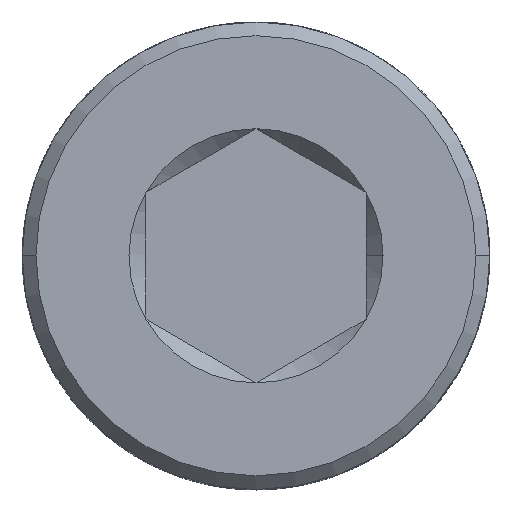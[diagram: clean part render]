
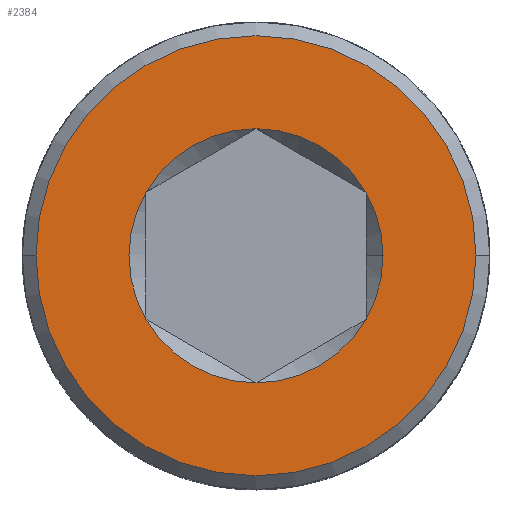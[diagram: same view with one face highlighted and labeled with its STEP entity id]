
A CAD part, top view. The second image highlights one B-rep face of the part: STEP entity #2384.
In plain terms, the highlighted planar face has unit normal (0, 0, 1).
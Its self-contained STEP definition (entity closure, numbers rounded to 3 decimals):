
#274 = CIRCLE ( 'NONE', #6363, 2.309 ) ;
#356 = DIRECTION ( 'NONE',  ( 1., 0., 0. ) ) ;
#610 = DIRECTION ( 'NONE',  ( 0., 0., -1. ) ) ;
#809 = CARTESIAN_POINT ( 'NONE',  ( 0., 2.309, 7.5 ) ) ;
#1021 = ORIENTED_EDGE ( 'NONE', *, *, #7758, .F. ) ;
#1037 = AXIS2_PLACEMENT_3D ( 'NONE', #5914, #610, #10469 ) ;
#1093 = ORIENTED_EDGE ( 'NONE', *, *, #1603, .F. ) ;
#1227 = DIRECTION ( 'NONE',  ( 1., 0., 0. ) ) ;
#1461 = AXIS2_PLACEMENT_3D ( 'NONE', #6629, #10150, #10066 ) ;
#1478 = CIRCLE ( 'NONE', #1974, 4. ) ;
#1562 = CIRCLE ( 'NONE', #1461, 2.309 ) ;
#1572 = DIRECTION ( 'NONE',  ( 0., 0., -1. ) ) ;
#1589 = CARTESIAN_POINT ( 'NONE',  ( -2., -1.155, 7.5 ) ) ;
#1603 = EDGE_CURVE ( 'NONE', #11212, #9998, #10289, .T. ) ;
#1974 = AXIS2_PLACEMENT_3D ( 'NONE', #5983, #1572, #9418 ) ;
#2255 = VERTEX_POINT ( 'NONE', #5191 ) ;
#2351 = VERTEX_POINT ( 'NONE', #7274 ) ;
#2384 = ADVANCED_FACE ( 'NONE', ( #10991, #4477 ), #10765, .T. ) ;
#2655 = CARTESIAN_POINT ( 'NONE',  ( 0., 0., 7.5 ) ) ;
#2861 = CIRCLE ( 'NONE', #7398, 2.309 ) ;
#3098 = DIRECTION ( 'NONE',  ( 0., 0., 1. ) ) ;
#3331 = DIRECTION ( 'NONE',  ( 0., 0., 1. ) ) ;
#3478 = DIRECTION ( 'NONE',  ( 0., 0., 1. ) ) ;
#3632 = CIRCLE ( 'NONE', #6936, 2.309 ) ;
#3724 = DIRECTION ( 'NONE',  ( 0., 0., 1. ) ) ;
#3959 = DIRECTION ( 'NONE',  ( 0., 0., 1. ) ) ;
#4176 = AXIS2_PLACEMENT_3D ( 'NONE', #9936, #3724, #5493 ) ;
#4385 = DIRECTION ( 'NONE',  ( 0., 0., 1. ) ) ;
#4459 = CARTESIAN_POINT ( 'NONE',  ( -4., 0., 7.5 ) ) ;
#4477 = FACE_OUTER_BOUND ( 'NONE', #6513, .T. ) ;
#4571 = CIRCLE ( 'NONE', #1037, 4. ) ;
#4593 = CARTESIAN_POINT ( 'NONE',  ( 2., -1.155, 7.5 ) ) ;
#4747 = ORIENTED_EDGE ( 'NONE', *, *, #8596, .F. ) ;
#4760 = CARTESIAN_POINT ( 'NONE',  ( 0., 0., 7.5 ) ) ;
#5021 = AXIS2_PLACEMENT_3D ( 'NONE', #5772, #3959, #356 ) ;
#5191 = CARTESIAN_POINT ( 'NONE',  ( -2., 1.155, 7.5 ) ) ;
#5235 = DIRECTION ( 'NONE',  ( 1., 0., 0. ) ) ;
#5236 = VERTEX_POINT ( 'NONE', #809 ) ;
#5251 = ORIENTED_EDGE ( 'NONE', *, *, #8917, .F. ) ;
#5274 = VERTEX_POINT ( 'NONE', #4459 ) ;
#5493 = DIRECTION ( 'NONE',  ( 1., 0., 0. ) ) ;
#5772 = CARTESIAN_POINT ( 'NONE',  ( 0., 0., 7.5 ) ) ;
#5895 = EDGE_CURVE ( 'NONE', #2255, #11212, #6533, .T. ) ;
#5914 = CARTESIAN_POINT ( 'NONE',  ( 0., 0., 7.5 ) ) ;
#5967 = AXIS2_PLACEMENT_3D ( 'NONE', #2655, #10486, #5235 ) ;
#5983 = CARTESIAN_POINT ( 'NONE',  ( 0., 0., 7.5 ) ) ;
#6066 = CIRCLE ( 'NONE', #5967, 2.309 ) ;
#6081 = ORIENTED_EDGE ( 'NONE', *, *, #11424, .F. ) ;
#6096 = ORIENTED_EDGE ( 'NONE', *, *, #5895, .F. ) ;
#6363 = AXIS2_PLACEMENT_3D ( 'NONE', #8632, #3331, #10197 ) ;
#6513 = EDGE_LOOP ( 'NONE', ( #8188, #4747 ) ) ;
#6533 = CIRCLE ( 'NONE', #10331, 2.309 ) ;
#6629 = CARTESIAN_POINT ( 'NONE',  ( 0., 0., 7.5 ) ) ;
#6777 = CARTESIAN_POINT ( 'NONE',  ( 2., 1.155, 7.5 ) ) ;
#6898 = ORIENTED_EDGE ( 'NONE', *, *, #9627, .F. ) ;
#6936 = AXIS2_PLACEMENT_3D ( 'NONE', #8644, #4385, #10449 ) ;
#7218 = VERTEX_POINT ( 'NONE', #7613 ) ;
#7253 = ORIENTED_EDGE ( 'NONE', *, *, #9441, .F. ) ;
#7274 = CARTESIAN_POINT ( 'NONE',  ( 4., 0., 7.5 ) ) ;
#7342 = VERTEX_POINT ( 'NONE', #4593 ) ;
#7398 = AXIS2_PLACEMENT_3D ( 'NONE', #4760, #3098, #1227 ) ;
#7613 = CARTESIAN_POINT ( 'NONE',  ( 2.309, 0., 7.5 ) ) ;
#7758 = EDGE_CURVE ( 'NONE', #7342, #7218, #6066, .T. ) ;
#8188 = ORIENTED_EDGE ( 'NONE', *, *, #11252, .F. ) ;
#8596 = EDGE_CURVE ( 'NONE', #2351, #5274, #1478, .T. ) ;
#8632 = CARTESIAN_POINT ( 'NONE',  ( 0., 0., 7.5 ) ) ;
#8644 = CARTESIAN_POINT ( 'NONE',  ( 0., 0., 7.5 ) ) ;
#8917 = EDGE_CURVE ( 'NONE', #9998, #7342, #2861, .T. ) ;
#9418 = DIRECTION ( 'NONE',  ( -1., 0., 0. ) ) ;
#9441 = EDGE_CURVE ( 'NONE', #9521, #5236, #1562, .T. ) ;
#9521 = VERTEX_POINT ( 'NONE', #6777 ) ;
#9581 = CARTESIAN_POINT ( 'NONE',  ( 0., 0., 7.5 ) ) ;
#9627 = EDGE_CURVE ( 'NONE', #5236, #2255, #3632, .T. ) ;
#9666 = EDGE_LOOP ( 'NONE', ( #7253, #6081, #1021, #5251, #1093, #6096, #6898 ) ) ;
#9908 = CARTESIAN_POINT ( 'NONE',  ( 0., -2.309, 7.5 ) ) ;
#9936 = CARTESIAN_POINT ( 'NONE',  ( 0., 4., 7.5 ) ) ;
#9998 = VERTEX_POINT ( 'NONE', #9908 ) ;
#10066 = DIRECTION ( 'NONE',  ( 1., 0., 0. ) ) ;
#10150 = DIRECTION ( 'NONE',  ( 0., 0., 1. ) ) ;
#10197 = DIRECTION ( 'NONE',  ( 1., 0., 0. ) ) ;
#10289 = CIRCLE ( 'NONE', #5021, 2.309 ) ;
#10331 = AXIS2_PLACEMENT_3D ( 'NONE', #9581, #3478, #10456 ) ;
#10449 = DIRECTION ( 'NONE',  ( 1., 0., 0. ) ) ;
#10456 = DIRECTION ( 'NONE',  ( 1., 0., 0. ) ) ;
#10469 = DIRECTION ( 'NONE',  ( -1., 0., 0. ) ) ;
#10486 = DIRECTION ( 'NONE',  ( 0., 0., 1. ) ) ;
#10765 = PLANE ( 'NONE',  #4176 ) ;
#10991 = FACE_BOUND ( 'NONE', #9666, .T. ) ;
#11212 = VERTEX_POINT ( 'NONE', #1589 ) ;
#11252 = EDGE_CURVE ( 'NONE', #5274, #2351, #4571, .T. ) ;
#11424 = EDGE_CURVE ( 'NONE', #7218, #9521, #274, .T. ) ;
